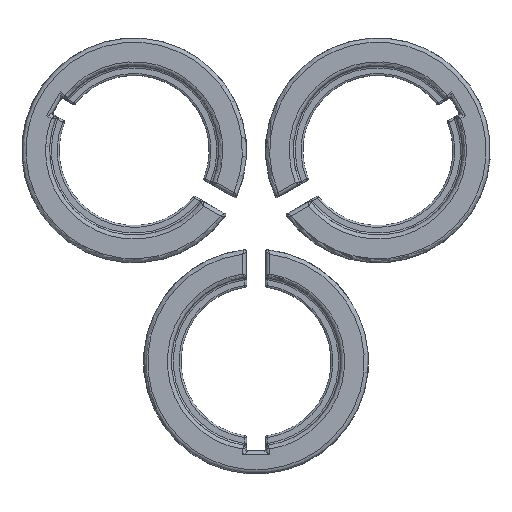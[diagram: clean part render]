
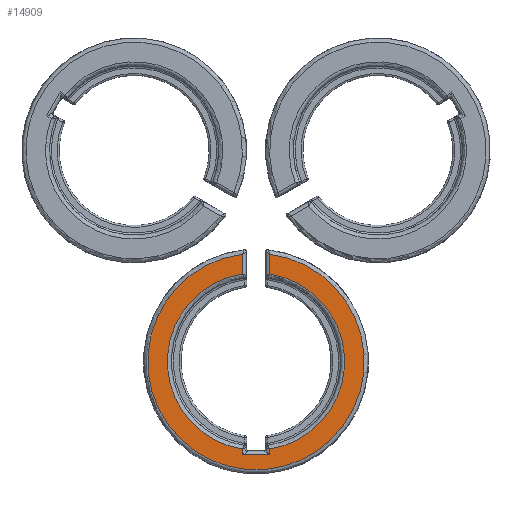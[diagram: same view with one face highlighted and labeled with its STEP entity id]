
A CAD part, front view. The second image highlights one B-rep face of the part: STEP entity #14909.
In plain terms, the highlighted planar face has unit normal (0, -1, 0).
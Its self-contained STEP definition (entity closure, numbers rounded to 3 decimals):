
#10078 = VERTEX_POINT('',#10079);
#10079 = CARTESIAN_POINT('',(0.727,-1.,-4.671));
#10429 = EDGE_CURVE('',#10078,#10430,#10432,.T.);
#10430 = VERTEX_POINT('',#10431);
#10431 = CARTESIAN_POINT('',(0.727,-1.,4.671));
#10432 = CIRCLE('',#10433,4.727);
#10433 = AXIS2_PLACEMENT_3D('',#10434,#10435,#10436);
#10434 = CARTESIAN_POINT('',(0.,-1.,0.));
#10435 = DIRECTION('',(0.,-1.,0.));
#10436 = DIRECTION('',(1.,0.,0.));
#10466 = VERTEX_POINT('',#10467);
#10467 = CARTESIAN_POINT('',(0.727,-1.,-5.727));
#10478 = EDGE_CURVE('',#10466,#10078,#10479,.T.);
#10479 = LINE('',#10480,#10481);
#10480 = CARTESIAN_POINT('',(0.727,-1.,-2.984));
#10481 = VECTOR('',#10482,1.);
#10482 = DIRECTION('',(0.,0.,1.));
#10493 = VERTEX_POINT('',#10494);
#10494 = CARTESIAN_POINT('',(-0.727,-1.,-4.671));
#10722 = VERTEX_POINT('',#10723);
#10723 = CARTESIAN_POINT('',(-0.727,-1.,4.671));
#10732 = EDGE_CURVE('',#10722,#10493,#10733,.T.);
#10733 = CIRCLE('',#10734,4.727);
#10734 = AXIS2_PLACEMENT_3D('',#10735,#10736,#10737);
#10735 = CARTESIAN_POINT('',(0.,-1.,0.));
#10736 = DIRECTION('',(0.,-1.,0.));
#10737 = DIRECTION('',(-1.,0.,0.));
#11636 = VERTEX_POINT('',#11637);
#11637 = CARTESIAN_POINT('',(-0.727,-1.,-5.727));
#11832 = EDGE_CURVE('',#11636,#10466,#11833,.T.);
#11833 = CIRCLE('',#11834,5.773);
#11834 = AXIS2_PLACEMENT_3D('',#11835,#11836,#11837);
#11835 = CARTESIAN_POINT('',(0.,-1.,0.));
#11836 = DIRECTION('',(0.,1.,0.));
#11837 = DIRECTION('',(0.,-0.,1.));
#11860 = EDGE_CURVE('',#10493,#11636,#11861,.T.);
#11861 = LINE('',#11862,#11863);
#11862 = CARTESIAN_POINT('',(-0.727,-1.,-2.231));
#11863 = VECTOR('',#11864,1.);
#11864 = DIRECTION('',(0.,0.,-1.));
#12818 = VERTEX_POINT('',#12819);
#12819 = CARTESIAN_POINT('',(-0.727,-1.,4.977));
#12826 = EDGE_CURVE('',#12818,#10722,#12827,.T.);
#12827 = LINE('',#12828,#12829);
#12828 = CARTESIAN_POINT('',(-0.727,-1.,2.38));
#12829 = VECTOR('',#12830,1.);
#12830 = DIRECTION('',(0.,0.,-1.));
#13524 = VERTEX_POINT('',#13525);
#13525 = CARTESIAN_POINT('',(0.727,-1.,4.977));
#13858 = EDGE_CURVE('',#10430,#13524,#13859,.T.);
#13859 = LINE('',#13860,#13861);
#13860 = CARTESIAN_POINT('',(0.727,-1.,2.241));
#13861 = VECTOR('',#13862,1.);
#13862 = DIRECTION('',(0.,0.,1.));
#14899 = EDGE_CURVE('',#13524,#12818,#14900,.T.);
#14900 = LINE('',#14901,#14902);
#14901 = CARTESIAN_POINT('',(0.25,-1.,4.977));
#14902 = VECTOR('',#14903,1.);
#14903 = DIRECTION('',(-1.,0.,0.));
#14909 = ADVANCED_FACE('',(#14910),#14920,.T.);
#14910 = FACE_BOUND('',#14911,.T.);
#14911 = EDGE_LOOP('',(#14912,#14913,#14914,#14915,#14916,#14917,#14918,
    #14919));
#14912 = ORIENTED_EDGE('',*,*,#10429,.F.);
#14913 = ORIENTED_EDGE('',*,*,#10478,.F.);
#14914 = ORIENTED_EDGE('',*,*,#11832,.F.);
#14915 = ORIENTED_EDGE('',*,*,#11860,.F.);
#14916 = ORIENTED_EDGE('',*,*,#10732,.F.);
#14917 = ORIENTED_EDGE('',*,*,#12826,.F.);
#14918 = ORIENTED_EDGE('',*,*,#14899,.F.);
#14919 = ORIENTED_EDGE('',*,*,#13858,.F.);
#14920 = PLANE('',#14921);
#14921 = AXIS2_PLACEMENT_3D('',#14922,#14923,#14924);
#14922 = CARTESIAN_POINT('',(0.,-1.,0.01));
#14923 = DIRECTION('',(0.,-1.,0.));
#14924 = DIRECTION('',(0.,0.,-1.));
